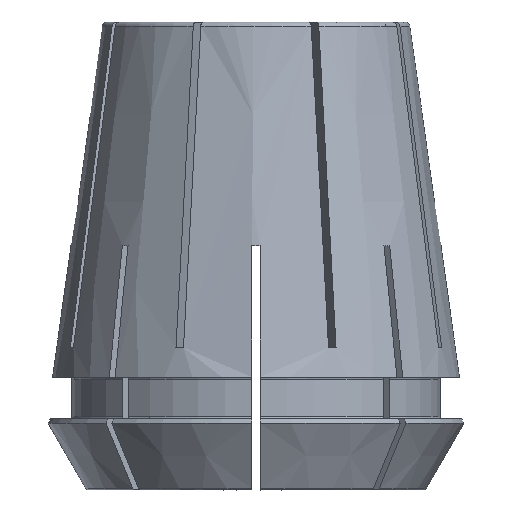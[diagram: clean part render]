
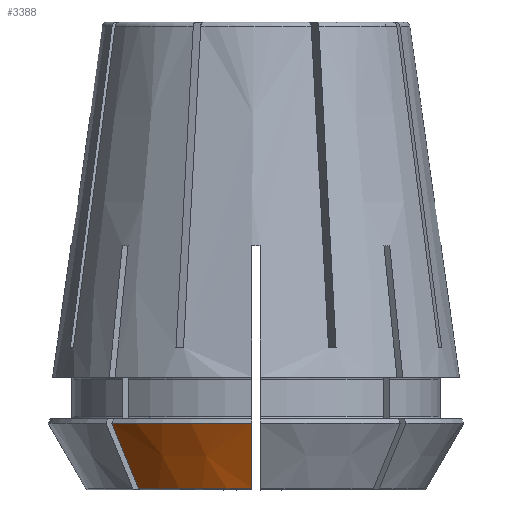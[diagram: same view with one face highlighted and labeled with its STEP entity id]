
A CAD part, left-side view. The second image highlights one B-rep face of the part: STEP entity #3388.
In plain terms, the highlighted conical face has half-angle 30 degrees and reference radius 20.446 mm.
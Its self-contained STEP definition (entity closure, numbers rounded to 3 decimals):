
#25=CONICAL_SURFACE('',#3620,20.446,0.524);
#86=B_SPLINE_CURVE_WITH_KNOTS('',3,(#5182,#5183,#5184,#5185),
 .UNSPECIFIED.,.F.,.F.,(4,4),(0.,0.007),
 .UNSPECIFIED.);
#87=B_SPLINE_CURVE_WITH_KNOTS('',3,(#5189,#5190,#5191,#5192),
 .UNSPECIFIED.,.F.,.F.,(4,4),(0.021,0.028),
 .UNSPECIFIED.);
#750=ORIENTED_EDGE('',*,*,#1835,.F.);
#751=ORIENTED_EDGE('',*,*,#1837,.T.);
#752=ORIENTED_EDGE('',*,*,#1838,.T.);
#753=ORIENTED_EDGE('',*,*,#1839,.F.);
#1835=EDGE_CURVE('',#2370,#2371,#2718,.T.);
#1837=EDGE_CURVE('',#2370,#2372,#86,.T.);
#1838=EDGE_CURVE('',#2372,#2373,#2719,.T.);
#1839=EDGE_CURVE('',#2371,#2373,#87,.T.);
#2370=VERTEX_POINT('',#5177);
#2371=VERTEX_POINT('',#5179);
#2372=VERTEX_POINT('',#5186);
#2373=VERTEX_POINT('',#5188);
#2718=CIRCLE('',#3619,20.446);
#2719=CIRCLE('',#3621,16.731);
#2924=EDGE_LOOP('',(#750,#751,#752,#753));
#3112=FACE_BOUND('',#2924,.T.);
#3388=ADVANCED_FACE('',(#3112),#25,.T.);
#3619=AXIS2_PLACEMENT_3D('',#5178,#4098,#4099);
#3620=AXIS2_PLACEMENT_3D('',#5181,#4101,#4102);
#3621=AXIS2_PLACEMENT_3D('',#5187,#4103,#4104);
#4098=DIRECTION('',(0.,0.,1.));
#4099=DIRECTION('',(1.,0.,0.));
#4101=DIRECTION('',(0.,0.,1.));
#4102=DIRECTION('',(1.,0.,0.));
#4103=DIRECTION('',(0.,0.,1.));
#4104=DIRECTION('',(1.,0.,0.));
#5177=CARTESIAN_POINT('',(-14.738,14.172,6.761));
#5178=CARTESIAN_POINT('',(0.,0.,6.761));
#5179=CARTESIAN_POINT('',(-20.442,0.4,6.761));
#5181=CARTESIAN_POINT('',(0.,0.,6.761));
#5182=CARTESIAN_POINT('',(-14.738,14.172,6.761));
#5183=CARTESIAN_POINT('',(-13.862,13.296,4.615));
#5184=CARTESIAN_POINT('',(-12.986,12.42,2.47));
#5185=CARTESIAN_POINT('',(-12.11,11.544,0.325));
#5186=CARTESIAN_POINT('',(-12.11,11.544,0.325));
#5187=CARTESIAN_POINT('',(0.,0.,0.325));
#5188=CARTESIAN_POINT('',(-16.726,0.4,0.325));
#5189=CARTESIAN_POINT('',(-20.442,0.4,6.761));
#5190=CARTESIAN_POINT('',(-19.204,0.4,4.615));
#5191=CARTESIAN_POINT('',(-17.965,0.4,2.47));
#5192=CARTESIAN_POINT('',(-16.726,0.4,0.325));
